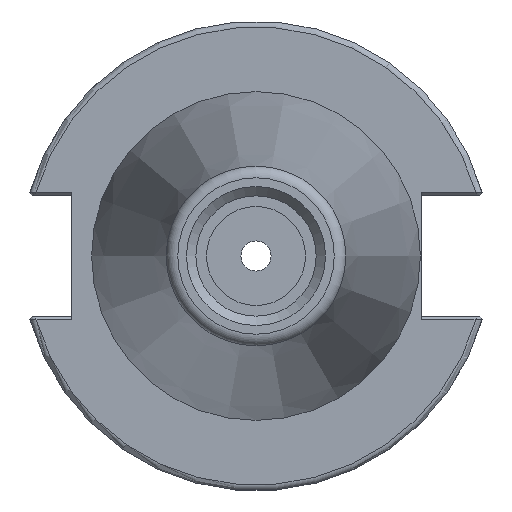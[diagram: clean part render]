
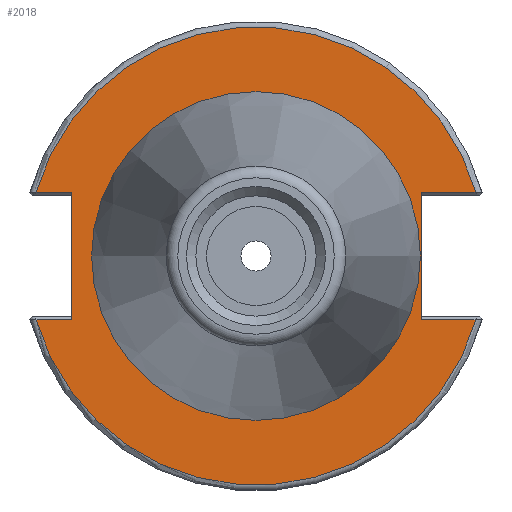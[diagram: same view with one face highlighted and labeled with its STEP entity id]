
A CAD part, left-side view. The second image highlights one B-rep face of the part: STEP entity #2018.
In plain terms, the highlighted planar face has unit normal (-1, 0, 0).
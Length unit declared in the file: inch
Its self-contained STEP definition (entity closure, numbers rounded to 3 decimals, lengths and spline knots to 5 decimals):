
#241=FACE_BOUND('',#460,.T.);
#252=PLANE('',#2220);
#326=FACE_OUTER_BOUND('',#459,.T.);
#459=EDGE_LOOP('',(#1555,#1556,#1557,#1558,#1559,#1560,#1561,#1562));
#460=EDGE_LOOP('',(#1563));
#577=LINE('',#3036,#725);
#578=LINE('',#3038,#726);
#579=LINE('',#3042,#727);
#580=LINE('',#3044,#728);
#581=LINE('',#3046,#729);
#582=LINE('',#3049,#730);
#725=VECTOR('',#2551,0.12159);
#726=VECTOR('',#2552,0.29091);
#727=VECTOR('',#2555,0.19091);
#728=VECTOR('',#2556,0.67625);
#729=VECTOR('',#2557,0.19091);
#730=VECTOR('',#2560,0.29091);
#886=CIRCLE('',#2219,0.86);
#887=CIRCLE('',#2221,1.21875);
#888=CIRCLE('',#2222,1.21875);
#973=VERTEX_POINT('',#3030);
#974=VERTEX_POINT('',#3034);
#975=VERTEX_POINT('',#3035);
#976=VERTEX_POINT('',#3037);
#977=VERTEX_POINT('',#3039);
#978=VERTEX_POINT('',#3041);
#979=VERTEX_POINT('',#3043);
#980=VERTEX_POINT('',#3045);
#981=VERTEX_POINT('',#3047);
#1186=EDGE_CURVE('',#973,#973,#886,.T.);
#1187=EDGE_CURVE('',#974,#975,#577,.T.);
#1188=EDGE_CURVE('',#975,#976,#578,.T.);
#1189=EDGE_CURVE('',#977,#976,#887,.T.);
#1190=EDGE_CURVE('',#978,#977,#579,.T.);
#1191=EDGE_CURVE('',#979,#978,#580,.T.);
#1192=EDGE_CURVE('',#980,#979,#581,.T.);
#1193=EDGE_CURVE('',#981,#980,#888,.T.);
#1194=EDGE_CURVE('',#981,#974,#582,.T.);
#1555=ORIENTED_EDGE('',*,*,#1187,.T.);
#1556=ORIENTED_EDGE('',*,*,#1188,.T.);
#1557=ORIENTED_EDGE('',*,*,#1189,.F.);
#1558=ORIENTED_EDGE('',*,*,#1190,.F.);
#1559=ORIENTED_EDGE('',*,*,#1191,.F.);
#1560=ORIENTED_EDGE('',*,*,#1192,.F.);
#1561=ORIENTED_EDGE('',*,*,#1193,.F.);
#1562=ORIENTED_EDGE('',*,*,#1194,.T.);
#1563=ORIENTED_EDGE('',*,*,#1186,.F.);
#2018=ADVANCED_FACE('',(#326,#241),#252,.T.);
#2219=AXIS2_PLACEMENT_3D('',#3032,#2547,#2548);
#2220=AXIS2_PLACEMENT_3D('',#3033,#2549,#2550);
#2221=AXIS2_PLACEMENT_3D('',#3040,#2553,#2554);
#2222=AXIS2_PLACEMENT_3D('',#3048,#2558,#2559);
#2547=DIRECTION('center_axis',(-1.,0.,0.));
#2548=DIRECTION('ref_axis',(0.,0.,1.));
#2549=DIRECTION('center_axis',(-1.,0.,0.));
#2550=DIRECTION('ref_axis',(0.,0.,1.));
#2551=DIRECTION('',(0.,0.,1.));
#2552=DIRECTION('',(0.,-1.,0.));
#2553=DIRECTION('center_axis',(1.,0.,0.));
#2554=DIRECTION('ref_axis',(0.,0.,1.));
#2555=DIRECTION('',(0.,1.,0.));
#2556=DIRECTION('',(0.,0.,1.));
#2557=DIRECTION('',(0.,-1.,0.));
#2558=DIRECTION('center_axis',(1.,0.,0.));
#2559=DIRECTION('ref_axis',(0.,0.,-1.));
#2560=DIRECTION('',(0.,1.,0.));
#3030=CARTESIAN_POINT('',(0.125,0.,-0.86));
#3032=CARTESIAN_POINT('Origin',(0.125,0.,0.));
#3033=CARTESIAN_POINT('Origin',(0.125,-0.875,0.));
#3034=CARTESIAN_POINT('',(0.125,-0.88,-0.33813));
#3035=CARTESIAN_POINT('',(0.125,-0.88,0.33813));
#3036=CARTESIAN_POINT('',(0.125,-0.88,0.));
#3037=CARTESIAN_POINT('',(0.125,-1.17091,0.33813));
#3038=CARTESIAN_POINT('',(0.125,-0.9025,0.33813));
#3039=CARTESIAN_POINT('',(0.125,1.17091,0.33813));
#3040=CARTESIAN_POINT('Origin',(0.125,0.,0.));
#3041=CARTESIAN_POINT('',(0.125,0.98,0.33813));
#3042=CARTESIAN_POINT('',(0.125,0.0275,0.33813));
#3043=CARTESIAN_POINT('',(0.125,0.98,-0.33813));
#3044=CARTESIAN_POINT('',(0.125,0.98,-0.33813));
#3045=CARTESIAN_POINT('',(0.125,1.17091,-0.33813));
#3046=CARTESIAN_POINT('',(0.125,0.2775,-0.33813));
#3047=CARTESIAN_POINT('',(0.125,-1.17091,-0.33813));
#3048=CARTESIAN_POINT('Origin',(0.125,0.,0.));
#3049=CARTESIAN_POINT('',(0.125,-0.9025,-0.33813));
